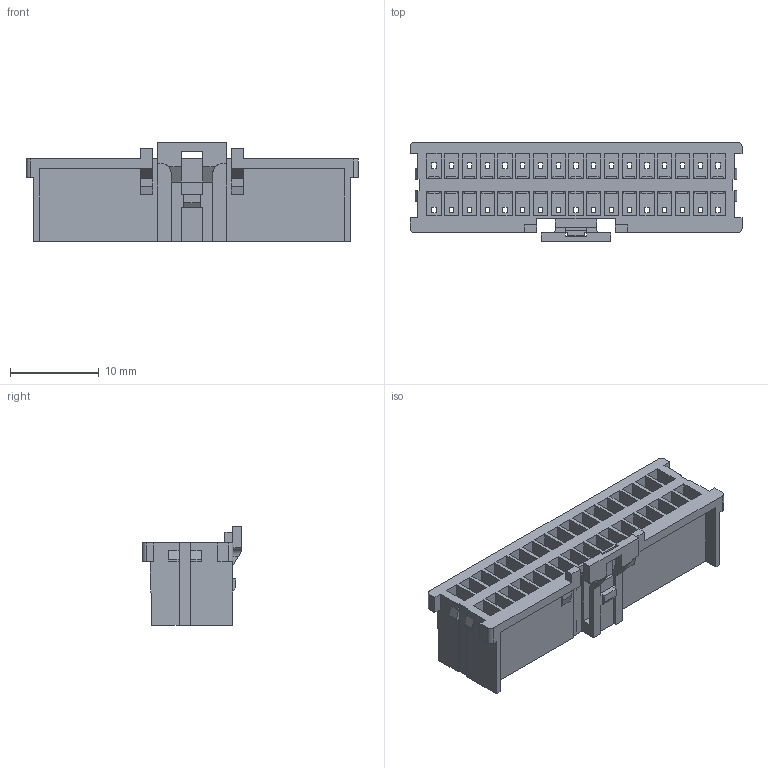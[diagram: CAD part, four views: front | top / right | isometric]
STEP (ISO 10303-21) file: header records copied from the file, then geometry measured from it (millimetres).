
FILE_DESCRIPTION( ( 'Unknown' ), '1' );
FILE_NAME( '624034213322.stp', 'Unknown', ( 'Unknown' ), ( 'Unknown' ), 'PSStep 14.0', 'Unknown', ' ' );
FILE_SCHEMA( ( 'AUTOMOTIVE_DESIGN { 1 0 10303 214 1 1 1 1 }' ) );
Length unit declared in the file: millimetre
Products named in the file (1): 1
Bounding box: 37.4 x 11.2 x 11.15 mm (x, y, z)
Volume: 1145.6 mm3; surface area: 4725.5 mm2
Topology: 1 solids, 1 shells, 1044 faces, 2885 edges, 1808 vertices
Faces by surface type: plane 1019, cylinder 25
Entity records: 40799 total; most frequent: ORIENTED_EDGE 5770, CARTESIAN_POINT 5738, DIRECTION 5029, EDGE_CURVE 2885, LINE 2831, VECTOR 2831, VERTEX_POINT 1808, EDGE_LOOP 1147
